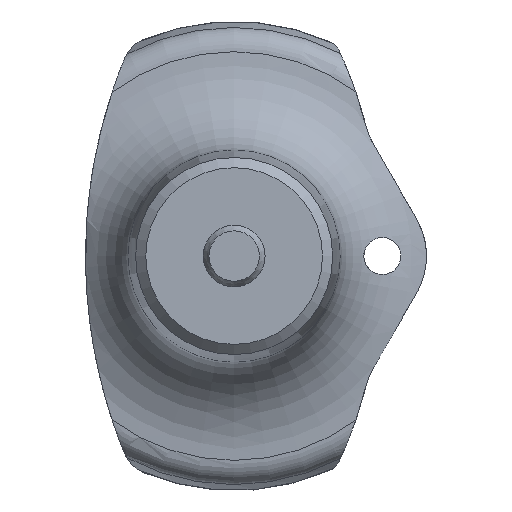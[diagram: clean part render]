
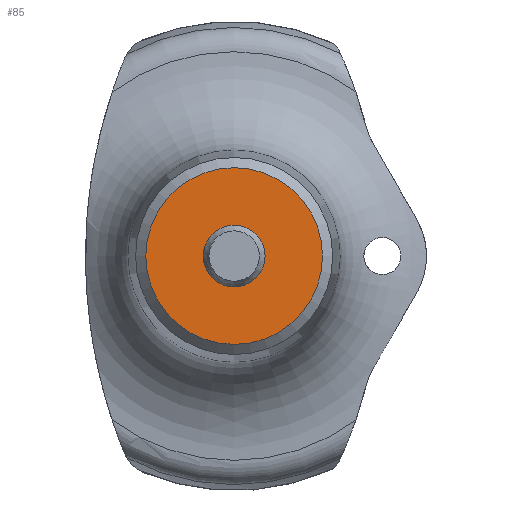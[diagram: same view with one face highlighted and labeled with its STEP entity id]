
A CAD part, front view. The second image highlights one B-rep face of the part: STEP entity #85.
In plain terms, the highlighted planar face has unit normal (0, -1, 0).
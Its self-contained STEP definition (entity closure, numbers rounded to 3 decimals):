
#85 = ADVANCED_FACE( '', ( #202, #203 ), #204, .T. );
#202 = FACE_OUTER_BOUND( '', #385, .T. );
#203 = FACE_BOUND( '', #386, .T. );
#204 = PLANE( '', #387 );
#385 = EDGE_LOOP( '', ( #583 ) );
#386 = EDGE_LOOP( '', ( #584 ) );
#387 = AXIS2_PLACEMENT_3D( '', #585, #586, #587 );
#583 = ORIENTED_EDGE( '', *, *, #851, .T. );
#584 = ORIENTED_EDGE( '', *, *, #853, .F. );
#585 = CARTESIAN_POINT( '', ( 2.5, 0., 0. ) );
#586 = DIRECTION( '', ( 0., -1., 0. ) );
#587 = DIRECTION( '', ( 0., 0., -1. ) );
#851 = EDGE_CURVE( '', #1011, #1011, #1012, .T. );
#853 = EDGE_CURVE( '', #1014, #1014, #1015, .T. );
#1011 = VERTEX_POINT( '', #1428 );
#1012 = CIRCLE( '', #1429, 7.15 );
#1014 = VERTEX_POINT( '', #1431 );
#1015 = CIRCLE( '', #1432, 2.5 );
#1428 = CARTESIAN_POINT( '', ( 0., 0., -7.15 ) );
#1429 = AXIS2_PLACEMENT_3D( '', #1807, #1808, #1809 );
#1431 = CARTESIAN_POINT( '', ( 0., 0., -2.5 ) );
#1432 = AXIS2_PLACEMENT_3D( '', #1810, #1811, #1812 );
#1807 = CARTESIAN_POINT( '', ( 0., 0., 0. ) );
#1808 = DIRECTION( '', ( 0., -1., 0. ) );
#1809 = DIRECTION( '', ( 0., 0., -1. ) );
#1810 = CARTESIAN_POINT( '', ( 0., 0., 0. ) );
#1811 = DIRECTION( '', ( 0., -1., 0. ) );
#1812 = DIRECTION( '', ( 0., 0., -1. ) );
